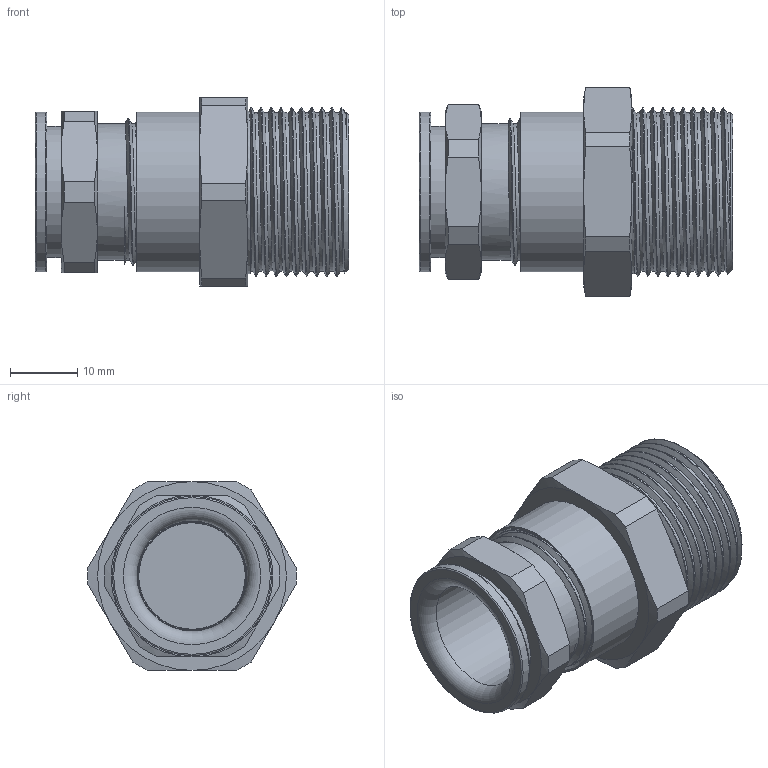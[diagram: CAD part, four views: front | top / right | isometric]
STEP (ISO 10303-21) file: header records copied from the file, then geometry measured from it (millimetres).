
FILE_DESCRIPTION(/* description */ ('ADE-1F2 M 25x1,5'),/* implementation_level */ '2;1');
FILE_NAME(/* name */ '00806794V1-RST.stp',/* time_stamp */ '2020-03-03T12:41:00+01:00',/* author */ ('sl'),/* organization */ (''),/* preprocessor_version */ 'ST-DEVELOPER v16.5',/* originating_system */ 'Autodesk Inventor 2017',/* authorisation */ '');
FILE_SCHEMA (('AUTOMOTIVE_DESIGN { 1 0 10303 214 3 1 1 }'));
Length unit declared in the file: millimetre
Products named in the file (5): 00806794V1; 00806794V1_1; 00806794V1_2; 00806794V1_3; 00806794V1_4
Assembly tree (4 placements, depth 2):
  00806794V1
    00806794V1_1
    00806794V1_2
    00806794V1_3
    00806794V1_4
Bounding box: 46.51 x 30.9 x 28 mm (x, y, z)
Volume: 9941.6 mm3; surface area: 11897 mm2
Topology: 4 solids, 4 shells, 127 faces, 281 edges, 175 vertices
Faces by surface type: plane 48, cylinder 33, cone 31, torus 9, bspline 6
Full cylindrical faces by diameter (mm): 15.64 x1, 15.96 x1, 16.17 x1, 16.39 x1, 17.5 x1, 17.73 x1, 19.45 x1, 19.72 x1, 19.95 x1, 20.268 x4, 20.69 x1, 20.82 x2, 20.91 x1, 21 x7, 23.65 x1, 23.67 x1
Entity records: 6968 total; most frequent: CARTESIAN_POINT 4631, DIRECTION 458, ORIENTED_EDGE 420, AXIS2_PLACEMENT_3D 217, EDGE_CURVE 210, EDGE_LOOP 168, VERTEX_POINT 148, FACE_OUTER_BOUND 116
